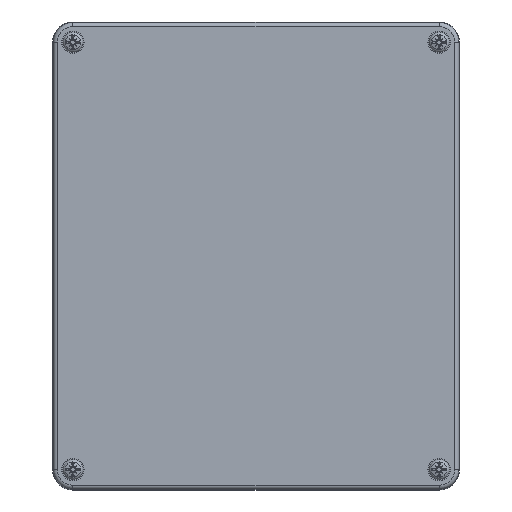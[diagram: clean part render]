
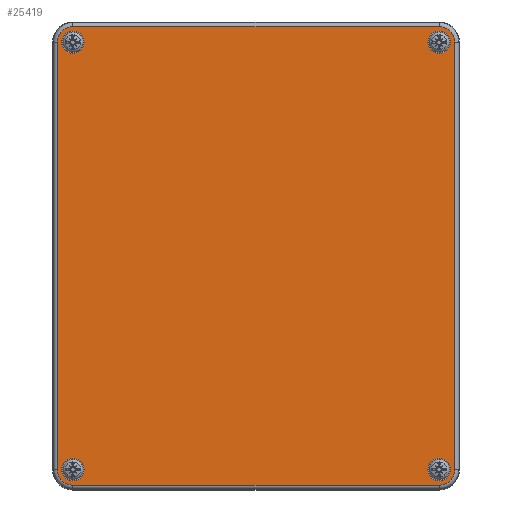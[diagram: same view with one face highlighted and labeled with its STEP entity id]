
A CAD part, top view. The second image highlights one B-rep face of the part: STEP entity #25419.
In plain terms, the highlighted face is planar.
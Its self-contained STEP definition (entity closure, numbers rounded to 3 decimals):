
#24998=CARTESIAN_POINT('',(90.0,-112.686,-20.0));
#24999=VERTEX_POINT('',#24998);
#25007=CARTESIAN_POINT('',(97.686,-105.,-20.0));
#25008=VERTEX_POINT('',#25007);
#25009=CARTESIAN_POINT('',(90.0,-105.,-20.0));
#25010=DIRECTION('',(0.0,0.0,1.0));
#25011=DIRECTION('',(0.707,-0.707,0.0));
#25012=AXIS2_PLACEMENT_3D('',#25009,#25010,#25011);
#25013=CIRCLE('',#25012,7.686);
#25014=EDGE_CURVE('',#24999,#25008,#25013,.T.);
#25040=CARTESIAN_POINT('',(97.686,105.,-20.0));
#25041=VERTEX_POINT('',#25040);
#25058=CARTESIAN_POINT('',(97.686,-105.,-20.0));
#25059=DIRECTION('',(0.0,1.0,0.0));
#25060=VECTOR('',#25059,210.);
#25061=LINE('',#25058,#25060);
#25062=EDGE_CURVE('',#25008,#25041,#25061,.T.);
#25072=CARTESIAN_POINT('',(90.0,112.686,-20.0));
#25073=VERTEX_POINT('',#25072);
#25091=CARTESIAN_POINT('',(90.0,105.,-20.0));
#25092=DIRECTION('',(0.0,0.0,1.0));
#25093=DIRECTION('',(0.707,0.707,0.0));
#25094=AXIS2_PLACEMENT_3D('',#25091,#25092,#25093);
#25095=CIRCLE('',#25094,7.686);
#25096=EDGE_CURVE('',#25041,#25073,#25095,.T.);
#25106=CARTESIAN_POINT('',(-90.0,112.686,-20.0));
#25107=VERTEX_POINT('',#25106);
#25124=CARTESIAN_POINT('',(90.0,112.686,-20.0));
#25125=DIRECTION('',(-1.0,0.0,0.0));
#25126=VECTOR('',#25125,180.0);
#25127=LINE('',#25124,#25126);
#25128=EDGE_CURVE('',#25073,#25107,#25127,.T.);
#25138=CARTESIAN_POINT('',(-97.686,105.,-20.0));
#25139=VERTEX_POINT('',#25138);
#25157=CARTESIAN_POINT('',(-90.0,105.,-20.0));
#25158=DIRECTION('',(0.0,0.0,1.0));
#25159=DIRECTION('',(-0.707,0.707,0.0));
#25160=AXIS2_PLACEMENT_3D('',#25157,#25158,#25159);
#25161=CIRCLE('',#25160,7.686);
#25162=EDGE_CURVE('',#25107,#25139,#25161,.T.);
#25172=CARTESIAN_POINT('',(-97.686,-105.,-20.0));
#25173=VERTEX_POINT('',#25172);
#25190=CARTESIAN_POINT('',(-97.686,105.,-20.0));
#25191=DIRECTION('',(0.0,-1.0,0.0));
#25192=VECTOR('',#25191,210.);
#25193=LINE('',#25190,#25192);
#25194=EDGE_CURVE('',#25139,#25173,#25193,.T.);
#25204=CARTESIAN_POINT('',(-90.0,-112.686,-20.0));
#25205=VERTEX_POINT('',#25204);
#25223=CARTESIAN_POINT('',(-90.0,-105.,-20.0));
#25224=DIRECTION('',(0.0,0.0,1.0));
#25225=DIRECTION('',(-0.707,-0.707,0.0));
#25226=AXIS2_PLACEMENT_3D('',#25223,#25224,#25225);
#25227=CIRCLE('',#25226,7.686);
#25228=EDGE_CURVE('',#25173,#25205,#25227,.T.);
#25246=CARTESIAN_POINT('',(-90.0,-112.686,-20.0));
#25247=DIRECTION('',(1.0,0.0,0.0));
#25248=VECTOR('',#25247,180.0);
#25249=LINE('',#25246,#25248);
#25250=EDGE_CURVE('',#25205,#24999,#25249,.T.);
#25360=CARTESIAN_POINT('',(0.,0.,-20.0));
#25361=DIRECTION('',(0.0,0.0,1.0));
#25362=DIRECTION('',(1.0,0.0,0.0));
#25363=AXIS2_PLACEMENT_3D('',#25360,#25361,#25362);
#25364=PLANE('',#25363);
#25365=ORIENTED_EDGE('',*,*,#25014,.F.);
#25366=ORIENTED_EDGE('',*,*,#25250,.F.);
#25367=ORIENTED_EDGE('',*,*,#25228,.F.);
#25368=ORIENTED_EDGE('',*,*,#25194,.F.);
#25369=ORIENTED_EDGE('',*,*,#25162,.F.);
#25370=ORIENTED_EDGE('',*,*,#25128,.F.);
#25371=ORIENTED_EDGE('',*,*,#25096,.F.);
#25372=ORIENTED_EDGE('',*,*,#25062,.F.);
#25373=EDGE_LOOP('',(#25365,#25366,#25367,#25368,#25369,#25370,#25371,#25372));
#25374=FACE_OUTER_BOUND('',#25373,.T.);
#25375=CARTESIAN_POINT('',(84.5,105.,-20.0));
#25376=VERTEX_POINT('',#25375);
#25377=CARTESIAN_POINT('',(90.,105.,-20.0));
#25378=DIRECTION('',(0.0,0.0,1.0));
#25379=DIRECTION('',(1.0,0.0,0.0));
#25380=AXIS2_PLACEMENT_3D('',#25377,#25378,#25379);
#25381=CIRCLE('',#25380,5.5);
#25382=EDGE_CURVE('',#25376,#25376,#25381,.T.);
#25383=ORIENTED_EDGE('',*,*,#25382,.T.);
#25384=EDGE_LOOP('',(#25383));
#25385=FACE_BOUND('',#25384,.T.);
#25386=CARTESIAN_POINT('',(-95.5,105.,-20.0));
#25387=VERTEX_POINT('',#25386);
#25388=CARTESIAN_POINT('',(-90.,105.,-20.0));
#25389=DIRECTION('',(0.0,0.0,1.0));
#25390=DIRECTION('',(1.0,0.0,0.0));
#25391=AXIS2_PLACEMENT_3D('',#25388,#25389,#25390);
#25392=CIRCLE('',#25391,5.5);
#25393=EDGE_CURVE('',#25387,#25387,#25392,.T.);
#25394=ORIENTED_EDGE('',*,*,#25393,.T.);
#25395=EDGE_LOOP('',(#25394));
#25396=FACE_BOUND('',#25395,.T.);
#25397=CARTESIAN_POINT('',(-95.5,-105.,-20.0));
#25398=VERTEX_POINT('',#25397);
#25399=CARTESIAN_POINT('',(-90.0,-105.,-20.0));
#25400=DIRECTION('',(0.0,0.0,1.0));
#25401=DIRECTION('',(1.0,0.0,0.0));
#25402=AXIS2_PLACEMENT_3D('',#25399,#25400,#25401);
#25403=CIRCLE('',#25402,5.5);
#25404=EDGE_CURVE('',#25398,#25398,#25403,.T.);
#25405=ORIENTED_EDGE('',*,*,#25404,.T.);
#25406=EDGE_LOOP('',(#25405));
#25407=FACE_BOUND('',#25406,.T.);
#25408=CARTESIAN_POINT('',(84.5,-105.,-20.0));
#25409=VERTEX_POINT('',#25408);
#25410=CARTESIAN_POINT('',(90.0,-105.,-20.0));
#25411=DIRECTION('',(0.0,0.0,1.0));
#25412=DIRECTION('',(1.0,0.0,0.0));
#25413=AXIS2_PLACEMENT_3D('',#25410,#25411,#25412);
#25414=CIRCLE('',#25413,5.5);
#25415=EDGE_CURVE('',#25409,#25409,#25414,.T.);
#25416=ORIENTED_EDGE('',*,*,#25415,.T.);
#25417=EDGE_LOOP('',(#25416));
#25418=FACE_BOUND('',#25417,.T.);
#25419=ADVANCED_FACE('',(#25374,#25385,#25396,#25407,#25418),#25364,.F.);
